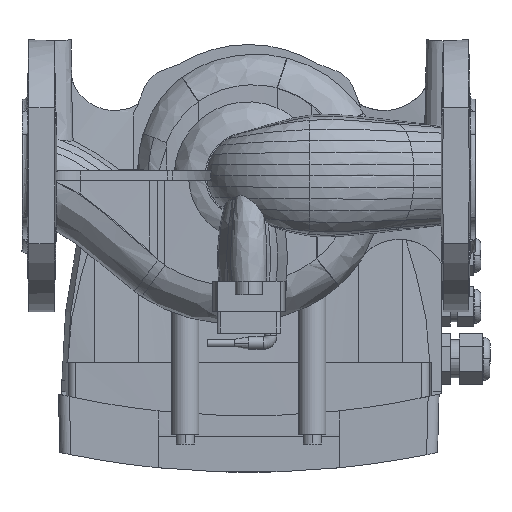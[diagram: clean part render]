
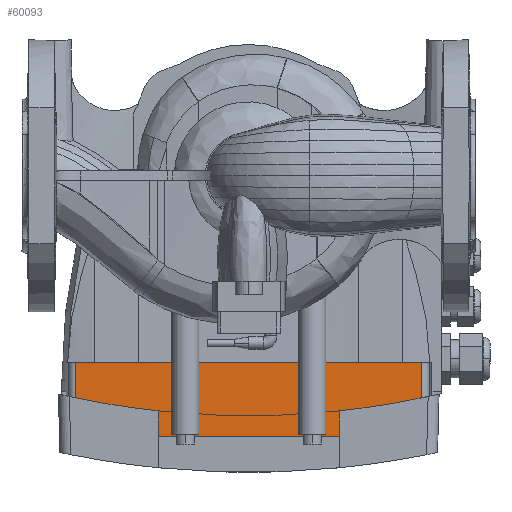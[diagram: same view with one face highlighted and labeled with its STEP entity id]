
A CAD part, left-side view. The second image highlights one B-rep face of the part: STEP entity #60093.
In plain terms, the highlighted cylindrical face has radius 4883 mm (diameter 9766 mm), a partial arc.
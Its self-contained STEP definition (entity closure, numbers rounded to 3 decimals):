
#16097 = EDGE_LOOP ( 'NONE', ( #61207, #61209, #61210, #61212, #61213, #61215, #61217, #61219, #61221, #61223, #61225, #61227 ) ) ;
#24020 = VERTEX_POINT ( 'NONE', #68235 ) ;
#24023 = VERTEX_POINT ( 'NONE', #68238 ) ;
#24024 = VERTEX_POINT ( 'NONE', #68239 ) ;
#24025 = VERTEX_POINT ( 'NONE', #68240 ) ;
#24026 = VERTEX_POINT ( 'NONE', #68241 ) ;
#24028 = VERTEX_POINT ( 'NONE', #68243 ) ;
#24032 = VERTEX_POINT ( 'NONE', #68247 ) ;
#24039 = VERTEX_POINT ( 'NONE', #68254 ) ;
#24042 = VERTEX_POINT ( 'NONE', #68257 ) ;
#24043 = VERTEX_POINT ( 'NONE', #68258 ) ;
#24044 = VERTEX_POINT ( 'NONE', #68259 ) ;
#24054 = VERTEX_POINT ( 'NONE', #68269 ) ;
#24741 = AXIS2_PLACEMENT_3D ( 'NONE', #56168, #56159, #56170 ) ;
#33509 = AXIS2_PLACEMENT_3D ( 'NONE', #40292, #40293, #40294 ) ;
#33515 = CIRCLE ( 'NONE', #33509, 4883. ) ;
#33519 = AXIS2_PLACEMENT_3D ( 'NONE', #40285, #40286, #40287 ) ;
#33523 = VECTOR ( 'NONE', #40296, 1000. ) ;
#33526 = VECTOR ( 'NONE', #40288, 1000. ) ;
#33531 = VECTOR ( 'NONE', #40282, 1000. ) ;
#33534 = AXIS2_PLACEMENT_3D ( 'NONE', #40275, #40276, #40277 ) ;
#33542 = CIRCLE ( 'NONE', #33534, 4883. ) ;
#33545 = VECTOR ( 'NONE', #40272, 1000. ) ;
#33548 = AXIS2_PLACEMENT_3D ( 'NONE', #40266, #40267, #40268 ) ;
#33550 = VECTOR ( 'NONE', #40269, 1000. ) ;
#33553 = CIRCLE ( 'NONE', #33519, 4883. ) ;
#33556 = CIRCLE ( 'NONE', #33548, 4883. ) ;
#33562 = VECTOR ( 'NONE', #40265, 1000. ) ;
#33577 = AXIS2_PLACEMENT_3D ( 'NONE', #39870, #39871, #39873 ) ;
#33583 = CIRCLE ( 'NONE', #33577, 4883. ) ;
#33599 = AXIS2_PLACEMENT_3D ( 'NONE', #39807, #39809, #39811 ) ;
#33605 = CIRCLE ( 'NONE', #33599, 4883. ) ;
#39807 = CARTESIAN_POINT ( 'NONE',  ( 4983., 0., -103. ) ) ;
#39809 = DIRECTION ( 'NONE',  ( 0., 0., 1. ) ) ;
#39811 = DIRECTION ( 'NONE',  ( -1., 0., 0. ) ) ;
#39870 = CARTESIAN_POINT ( 'NONE',  ( 4983., 0., -103. ) ) ;
#39871 = DIRECTION ( 'NONE',  ( 0., 0., 1. ) ) ;
#39873 = DIRECTION ( 'NONE',  ( -1., 0., 0. ) ) ;
#40250 = CARTESIAN_POINT ( 'NONE',  ( 100.077, -27.5, -119. ) ) ;
#40262 = LINE ( 'NONE', #40264, #33562 ) ;
#40263 = LINE ( 'NONE', #40250, #33550 ) ;
#40264 = CARTESIAN_POINT ( 'NONE',  ( 100.185, -42.5, -119. ) ) ;
#40265 = DIRECTION ( 'NONE',  ( 0., 0., -1. ) ) ;
#40266 = CARTESIAN_POINT ( 'NONE',  ( 4983., 0., -142.5 ) ) ;
#40267 = DIRECTION ( 'NONE',  ( 0., 0., -1. ) ) ;
#40268 = DIRECTION ( 'NONE',  ( -1., 0., 0. ) ) ;
#40269 = DIRECTION ( 'NONE',  ( 0., 0., 1. ) ) ;
#40270 = LINE ( 'NONE', #40271, #33545 ) ;
#40271 = CARTESIAN_POINT ( 'NONE',  ( 100.077, 27.5, -119. ) ) ;
#40272 = DIRECTION ( 'NONE',  ( 0., 0., 1. ) ) ;
#40273 = LINE ( 'NONE', #40274, #33531 ) ;
#40274 = CARTESIAN_POINT ( 'NONE',  ( 100.185, 42.5, -119. ) ) ;
#40275 = CARTESIAN_POINT ( 'NONE',  ( 4983., 0., -142.5 ) ) ;
#40276 = DIRECTION ( 'NONE',  ( 0., 0., -1. ) ) ;
#40277 = DIRECTION ( 'NONE',  ( -1., 0., 0. ) ) ;
#40281 = CARTESIAN_POINT ( 'NONE',  ( 100.934, 95.489, -119. ) ) ;
#40282 = DIRECTION ( 'NONE',  ( 0., 0., -1. ) ) ;
#40283 = CARTESIAN_POINT ( 'NONE',  ( 100.934, -95.489, -119. ) ) ;
#40284 = LINE ( 'NONE', #40281, #33526 ) ;
#40285 = CARTESIAN_POINT ( 'NONE',  ( 4983., 0., -103. ) ) ;
#40286 = DIRECTION ( 'NONE',  ( 0., 0., 1. ) ) ;
#40287 = DIRECTION ( 'NONE',  ( -1., 0., 0. ) ) ;
#40288 = DIRECTION ( 'NONE',  ( 0., 0., -1. ) ) ;
#40291 = LINE ( 'NONE', #40283, #33523 ) ;
#40292 = CARTESIAN_POINT ( 'NONE',  ( 4983., 0., -143.5 ) ) ;
#40293 = DIRECTION ( 'NONE',  ( 0., 0., -1. ) ) ;
#40294 = DIRECTION ( 'NONE',  ( -1., 0., 0. ) ) ;
#40296 = DIRECTION ( 'NONE',  ( 0., 0., -1. ) ) ;
#56159 = DIRECTION ( 'NONE',  ( 0., 0., -1. ) ) ;
#56167 = FACE_OUTER_BOUND ( 'NONE', #16097, .T. ) ;
#56168 = CARTESIAN_POINT ( 'NONE',  ( 4983., 0., -119. ) ) ;
#56169 = CYLINDRICAL_SURFACE ( 'NONE', #24741, 4883. ) ;
#56170 = DIRECTION ( 'NONE',  ( 1., 0., 0. ) ) ;
#60093 = ADVANCED_FACE ( 'NONE', ( #56167 ), #56169, .T. ) ;
#61207 = ORIENTED_EDGE ( 'NONE', *, *, #81989, .F. ) ;
#61209 = ORIENTED_EDGE ( 'NONE', *, *, #82013, .T. ) ;
#61210 = ORIENTED_EDGE ( 'NONE', *, *, #82014, .T. ) ;
#61212 = ORIENTED_EDGE ( 'NONE', *, *, #82015, .T. ) ;
#61213 = ORIENTED_EDGE ( 'NONE', *, *, #81995, .F. ) ;
#61215 = ORIENTED_EDGE ( 'NONE', *, *, #82016, .F. ) ;
#61217 = ORIENTED_EDGE ( 'NONE', *, *, #82017, .T. ) ;
#61219 = ORIENTED_EDGE ( 'NONE', *, *, #82019, .F. ) ;
#61221 = ORIENTED_EDGE ( 'NONE', *, *, #82020, .F. ) ;
#61223 = ORIENTED_EDGE ( 'NONE', *, *, #82021, .T. ) ;
#61225 = ORIENTED_EDGE ( 'NONE', *, *, #82022, .F. ) ;
#61227 = ORIENTED_EDGE ( 'NONE', *, *, #82023, .F. ) ;
#68235 = CARTESIAN_POINT ( 'NONE',  ( 100.934, 95.489, -143.5 ) ) ;
#68238 = CARTESIAN_POINT ( 'NONE',  ( 100.185, 42.5, -142.5 ) ) ;
#68239 = CARTESIAN_POINT ( 'NONE',  ( 100.934, -95.489, -143.5 ) ) ;
#68240 = CARTESIAN_POINT ( 'NONE',  ( 100.077, -27.5, -142.5 ) ) ;
#68241 = CARTESIAN_POINT ( 'NONE',  ( 100.185, 42.5, -103. ) ) ;
#68243 = CARTESIAN_POINT ( 'NONE',  ( 100.934, 95.489, -103. ) ) ;
#68247 = CARTESIAN_POINT ( 'NONE',  ( 100.077, 27.5, -142.5 ) ) ;
#68254 = CARTESIAN_POINT ( 'NONE',  ( 100.077, -27.5, -103. ) ) ;
#68257 = CARTESIAN_POINT ( 'NONE',  ( 100.934, -95.489, -103. ) ) ;
#68258 = CARTESIAN_POINT ( 'NONE',  ( 100.185, -42.5, -103. ) ) ;
#68259 = CARTESIAN_POINT ( 'NONE',  ( 100.185, -42.5, -142.5 ) ) ;
#68269 = CARTESIAN_POINT ( 'NONE',  ( 100.077, 27.5, -103. ) ) ;
#81989 = EDGE_CURVE ( 'NONE', #24043, #24042, #33605, .T. ) ;
#81995 = EDGE_CURVE ( 'NONE', #24054, #24039, #33583, .T. ) ;
#82013 = EDGE_CURVE ( 'NONE', #24043, #24044, #40262, .T. ) ;
#82014 = EDGE_CURVE ( 'NONE', #24044, #24025, #33556, .T. ) ;
#82015 = EDGE_CURVE ( 'NONE', #24025, #24039, #40263, .T. ) ;
#82016 = EDGE_CURVE ( 'NONE', #24032, #24054, #40270, .T. ) ;
#82017 = EDGE_CURVE ( 'NONE', #24032, #24023, #33542, .T. ) ;
#82019 = EDGE_CURVE ( 'NONE', #24026, #24023, #40273, .T. ) ;
#82020 = EDGE_CURVE ( 'NONE', #24028, #24026, #33553, .T. ) ;
#82021 = EDGE_CURVE ( 'NONE', #24028, #24020, #40284, .T. ) ;
#82022 = EDGE_CURVE ( 'NONE', #24024, #24020, #33515, .T. ) ;
#82023 = EDGE_CURVE ( 'NONE', #24042, #24024, #40291, .T. ) ;
